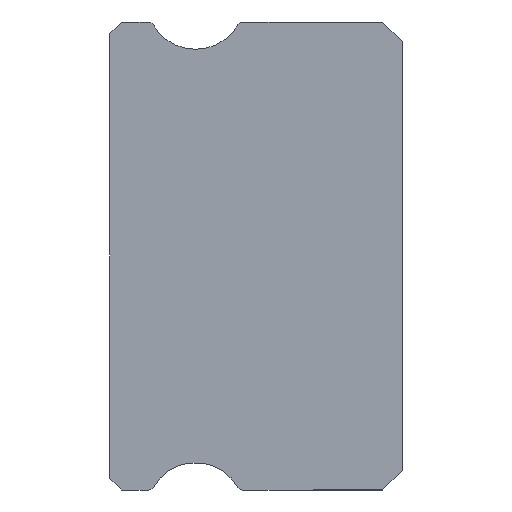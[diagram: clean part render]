
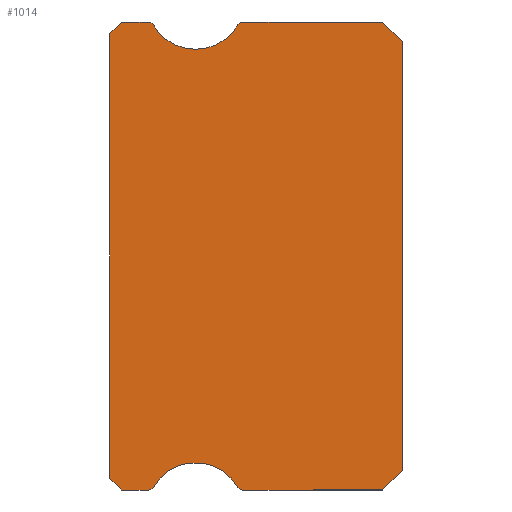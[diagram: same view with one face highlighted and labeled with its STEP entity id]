
A CAD part, left-side view. The second image highlights one B-rep face of the part: STEP entity #1014.
In plain terms, the highlighted planar face has unit normal (-1, 0, 0).
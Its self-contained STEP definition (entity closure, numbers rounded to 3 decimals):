
#53 = DIRECTION ( 'NONE',  ( 0., 0., 1. ) ) ;
#123 = VERTEX_POINT ( 'NONE', #5479 ) ;
#151 = CIRCLE ( 'NONE', #1508, 0.15 ) ;
#162 = VECTOR ( 'NONE', #2966, 1000. ) ;
#184 = DIRECTION ( 'NONE',  ( -1., 0., 0. ) ) ;
#277 = CARTESIAN_POINT ( 'NONE',  ( -7.5, 6.383, 5.925 ) ) ;
#315 = CARTESIAN_POINT ( 'NONE',  ( -7.5, 7.2, -6. ) ) ;
#372 = EDGE_CURVE ( 'NONE', #4541, #3506, #5506, .T. ) ;
#382 = LINE ( 'NONE', #3547, #2638 ) ;
#423 = ORIENTED_EDGE ( 'NONE', *, *, #918, .F. ) ;
#427 = EDGE_CURVE ( 'NONE', #1092, #2413, #1853, .T. ) ;
#430 = DIRECTION ( 'NONE',  ( 0., -0.707, -0.707 ) ) ;
#472 = VERTEX_POINT ( 'NONE', #4097 ) ;
#482 = VERTEX_POINT ( 'NONE', #565 ) ;
#496 = DIRECTION ( 'NONE',  ( 1., 0., 0. ) ) ;
#562 = VERTEX_POINT ( 'NONE', #277 ) ;
#565 = CARTESIAN_POINT ( 'NONE',  ( -7.5, 4.217, -5.925 ) ) ;
#597 = DIRECTION ( 'NONE',  ( 0., 0., -1. ) ) ;
#615 = DIRECTION ( 'NONE',  ( 0., -1., 0. ) ) ;
#617 = CARTESIAN_POINT ( 'NONE',  ( -7.5, 0., -5.5 ) ) ;
#638 = EDGE_LOOP ( 'NONE', ( #3674, #738, #5022, #2686, #3493, #2740, #4123, #2242, #3590, #5281, #1148, #2139, #423, #5038, #2805, #3053, #3763 ) ) ;
#730 = DIRECTION ( 'NONE',  ( 1., 0., 0. ) ) ;
#738 = ORIENTED_EDGE ( 'NONE', *, *, #1868, .F. ) ;
#807 = VECTOR ( 'NONE', #4922, 1000. ) ;
#873 = LINE ( 'NONE', #4301, #1620 ) ;
#918 = EDGE_CURVE ( 'NONE', #5024, #123, #4513, .T. ) ;
#970 = VERTEX_POINT ( 'NONE', #1107 ) ;
#1014 = ADVANCED_FACE ( 'NONE', ( #3922 ), #4310, .F. ) ;
#1067 = CARTESIAN_POINT ( 'NONE',  ( -7.5, 6.512, 5.85 ) ) ;
#1086 = VECTOR ( 'NONE', #430, 1000. ) ;
#1092 = VERTEX_POINT ( 'NONE', #617 ) ;
#1107 = CARTESIAN_POINT ( 'NONE',  ( -7.5, 0., 5.5 ) ) ;
#1147 = CARTESIAN_POINT ( 'NONE',  ( -7.5, 7.5, -5.7 ) ) ;
#1148 = ORIENTED_EDGE ( 'NONE', *, *, #1289, .F. ) ;
#1159 = CIRCLE ( 'NONE', #1704, 0.15 ) ;
#1178 = CARTESIAN_POINT ( 'NONE',  ( -7.5, 5.3, -6.55 ) ) ;
#1289 = EDGE_CURVE ( 'NONE', #472, #970, #4855, .T. ) ;
#1290 = CARTESIAN_POINT ( 'NONE',  ( -7.5, 5.3, 5.3 ) ) ;
#1310 = CARTESIAN_POINT ( 'NONE',  ( -7.5, 4.088, -6. ) ) ;
#1334 = AXIS2_PLACEMENT_3D ( 'NONE', #2412, #2043, #1984 ) ;
#1352 = EDGE_CURVE ( 'NONE', #3869, #482, #1159, .T. ) ;
#1471 = CARTESIAN_POINT ( 'NONE',  ( -7.5, 7.2, 6. ) ) ;
#1490 = DIRECTION ( 'NONE',  ( 0., 0., -1. ) ) ;
#1508 = AXIS2_PLACEMENT_3D ( 'NONE', #4734, #496, #3058 ) ;
#1511 = CARTESIAN_POINT ( 'NONE',  ( -7.5, 7.5, 5.7 ) ) ;
#1575 = CARTESIAN_POINT ( 'NONE',  ( -7.5, 5.3, 6.55 ) ) ;
#1620 = VECTOR ( 'NONE', #5591, 1000. ) ;
#1704 = AXIS2_PLACEMENT_3D ( 'NONE', #3630, #5335, #597 ) ;
#1722 = DIRECTION ( 'NONE',  ( 0., 1., 0. ) ) ;
#1766 = VERTEX_POINT ( 'NONE', #1879 ) ;
#1830 = DIRECTION ( 'NONE',  ( 0., 0.707, -0.707 ) ) ;
#1853 = LINE ( 'NONE', #3503, #3789 ) ;
#1868 = EDGE_CURVE ( 'NONE', #4541, #2867, #2227, .T. ) ;
#1879 = CARTESIAN_POINT ( 'NONE',  ( -7.5, 6.512, -6. ) ) ;
#1941 = LINE ( 'NONE', #1511, #2431 ) ;
#1947 = CARTESIAN_POINT ( 'NONE',  ( -7.5, 0., 5.5 ) ) ;
#1984 = DIRECTION ( 'NONE',  ( 0., 0., -1. ) ) ;
#2043 = DIRECTION ( 'NONE',  ( 1., 0., 0. ) ) ;
#2139 = ORIENTED_EDGE ( 'NONE', *, *, #5303, .F. ) ;
#2227 = LINE ( 'NONE', #3957, #3531 ) ;
#2234 = CARTESIAN_POINT ( 'NONE',  ( -7.5, 7.2, -6. ) ) ;
#2242 = ORIENTED_EDGE ( 'NONE', *, *, #2669, .F. ) ;
#2252 = VECTOR ( 'NONE', #3213, 1000. ) ;
#2316 = EDGE_CURVE ( 'NONE', #482, #3747, #2645, .T. ) ;
#2406 = DIRECTION ( 'NONE',  ( 1., 0., 0. ) ) ;
#2411 = VERTEX_POINT ( 'NONE', #3157 ) ;
#2412 = CARTESIAN_POINT ( 'NONE',  ( -7.5, 4.088, 5.85 ) ) ;
#2413 = VERTEX_POINT ( 'NONE', #3570 ) ;
#2431 = VECTOR ( 'NONE', #1830, 1000. ) ;
#2466 = DIRECTION ( 'NONE',  ( 0., 0., -1. ) ) ;
#2638 = VECTOR ( 'NONE', #1722, 1000. ) ;
#2645 = CIRCLE ( 'NONE', #4084, 1.25 ) ;
#2669 = EDGE_CURVE ( 'NONE', #2413, #3869, #3444, .T. ) ;
#2686 = ORIENTED_EDGE ( 'NONE', *, *, #3031, .T. ) ;
#2740 = ORIENTED_EDGE ( 'NONE', *, *, #2316, .F. ) ;
#2761 = EDGE_CURVE ( 'NONE', #1092, #970, #4985, .T. ) ;
#2800 = CARTESIAN_POINT ( 'NONE',  ( -7.5, 0.5, 6. ) ) ;
#2805 = ORIENTED_EDGE ( 'NONE', *, *, #4653, .F. ) ;
#2835 = DIRECTION ( 'NONE',  ( -1., 0., 0. ) ) ;
#2867 = VERTEX_POINT ( 'NONE', #2869 ) ;
#2869 = CARTESIAN_POINT ( 'NONE',  ( -7.5, 7.5, 5.7 ) ) ;
#2966 = DIRECTION ( 'NONE',  ( 0., 1., 0. ) ) ;
#2983 = EDGE_CURVE ( 'NONE', #2411, #5285, #382, .T. ) ;
#3023 = CARTESIAN_POINT ( 'NONE',  ( -7.5, 6.512, -6. ) ) ;
#3031 = EDGE_CURVE ( 'NONE', #3506, #1766, #873, .T. ) ;
#3053 = ORIENTED_EDGE ( 'NONE', *, *, #5439, .F. ) ;
#3058 = DIRECTION ( 'NONE',  ( 0., 0., -1. ) ) ;
#3065 = AXIS2_PLACEMENT_3D ( 'NONE', #5209, #2406, #4949 ) ;
#3157 = CARTESIAN_POINT ( 'NONE',  ( -7.5, 6.512, 6. ) ) ;
#3201 = LINE ( 'NONE', #4029, #5279 ) ;
#3213 = DIRECTION ( 'NONE',  ( 0., -0.707, -0.707 ) ) ;
#3251 = CARTESIAN_POINT ( 'NONE',  ( -7.5, 5.3, 6.55 ) ) ;
#3289 = CIRCLE ( 'NONE', #4023, 0.15 ) ;
#3363 = DIRECTION ( 'NONE',  ( 0., 0., -1. ) ) ;
#3444 = LINE ( 'NONE', #3023, #162 ) ;
#3482 = DIRECTION ( 'NONE',  ( 0., 0., -1. ) ) ;
#3493 = ORIENTED_EDGE ( 'NONE', *, *, #3597, .F. ) ;
#3503 = CARTESIAN_POINT ( 'NONE',  ( -7.5, 0., -5.5 ) ) ;
#3506 = VERTEX_POINT ( 'NONE', #2234 ) ;
#3531 = VECTOR ( 'NONE', #53, 1000. ) ;
#3547 = CARTESIAN_POINT ( 'NONE',  ( -7.5, 7.2, 6. ) ) ;
#3570 = CARTESIAN_POINT ( 'NONE',  ( -7.5, 0.5, -6. ) ) ;
#3590 = ORIENTED_EDGE ( 'NONE', *, *, #427, .F. ) ;
#3597 = EDGE_CURVE ( 'NONE', #3747, #1766, #151, .T. ) ;
#3630 = CARTESIAN_POINT ( 'NONE',  ( -7.5, 4.088, -5.85 ) ) ;
#3634 = DIRECTION ( 'NONE',  ( 0., 0.707, -0.707 ) ) ;
#3674 = ORIENTED_EDGE ( 'NONE', *, *, #3686, .T. ) ;
#3686 = EDGE_CURVE ( 'NONE', #5285, #2867, #1941, .T. ) ;
#3747 = VERTEX_POINT ( 'NONE', #4081 ) ;
#3763 = ORIENTED_EDGE ( 'NONE', *, *, #2983, .T. ) ;
#3789 = VECTOR ( 'NONE', #3634, 1000. ) ;
#3869 = VERTEX_POINT ( 'NONE', #1310 ) ;
#3922 = FACE_OUTER_BOUND ( 'NONE', #638, .T. ) ;
#3957 = CARTESIAN_POINT ( 'NONE',  ( -7.5, 7.5, 5.85 ) ) ;
#3987 = AXIS2_PLACEMENT_3D ( 'NONE', #3251, #184, #1490 ) ;
#4023 = AXIS2_PLACEMENT_3D ( 'NONE', #1067, #730, #2466 ) ;
#4029 = CARTESIAN_POINT ( 'NONE',  ( -7.5, 6.512, 6. ) ) ;
#4081 = CARTESIAN_POINT ( 'NONE',  ( -7.5, 6.383, -5.925 ) ) ;
#4084 = AXIS2_PLACEMENT_3D ( 'NONE', #1178, #2835, #3363 ) ;
#4097 = CARTESIAN_POINT ( 'NONE',  ( -7.5, 0.5, 6. ) ) ;
#4123 = ORIENTED_EDGE ( 'NONE', *, *, #1352, .F. ) ;
#4227 = CARTESIAN_POINT ( 'NONE',  ( -7.5, 4.217, 5.925 ) ) ;
#4301 = CARTESIAN_POINT ( 'NONE',  ( -7.5, 6.512, -6. ) ) ;
#4310 = PLANE ( 'NONE',  #3065 ) ;
#4458 = EDGE_CURVE ( 'NONE', #4874, #5024, #5328, .T. ) ;
#4513 = CIRCLE ( 'NONE', #1334, 0.15 ) ;
#4534 = AXIS2_PLACEMENT_3D ( 'NONE', #1575, #5559, #3482 ) ;
#4541 = VERTEX_POINT ( 'NONE', #1147 ) ;
#4653 = EDGE_CURVE ( 'NONE', #562, #4874, #5073, .T. ) ;
#4734 = CARTESIAN_POINT ( 'NONE',  ( -7.5, 6.512, -5.85 ) ) ;
#4855 = LINE ( 'NONE', #2800, #2252 ) ;
#4874 = VERTEX_POINT ( 'NONE', #1290 ) ;
#4922 = DIRECTION ( 'NONE',  ( 0., 0., 1. ) ) ;
#4949 = DIRECTION ( 'NONE',  ( 0., 0., -1. ) ) ;
#4985 = LINE ( 'NONE', #1947, #807 ) ;
#5022 = ORIENTED_EDGE ( 'NONE', *, *, #372, .T. ) ;
#5024 = VERTEX_POINT ( 'NONE', #4227 ) ;
#5038 = ORIENTED_EDGE ( 'NONE', *, *, #4458, .F. ) ;
#5073 = CIRCLE ( 'NONE', #4534, 1.25 ) ;
#5209 = CARTESIAN_POINT ( 'NONE',  ( -7.5, 6.512, 5.85 ) ) ;
#5279 = VECTOR ( 'NONE', #615, 1000. ) ;
#5281 = ORIENTED_EDGE ( 'NONE', *, *, #2761, .T. ) ;
#5285 = VERTEX_POINT ( 'NONE', #1471 ) ;
#5303 = EDGE_CURVE ( 'NONE', #123, #472, #3201, .T. ) ;
#5328 = CIRCLE ( 'NONE', #3987, 1.25 ) ;
#5335 = DIRECTION ( 'NONE',  ( 1., 0., 0. ) ) ;
#5439 = EDGE_CURVE ( 'NONE', #2411, #562, #3289, .T. ) ;
#5479 = CARTESIAN_POINT ( 'NONE',  ( -7.5, 4.088, 6. ) ) ;
#5506 = LINE ( 'NONE', #315, #1086 ) ;
#5559 = DIRECTION ( 'NONE',  ( -1., 0., 0. ) ) ;
#5591 = DIRECTION ( 'NONE',  ( 0., -1., 0. ) ) ;
